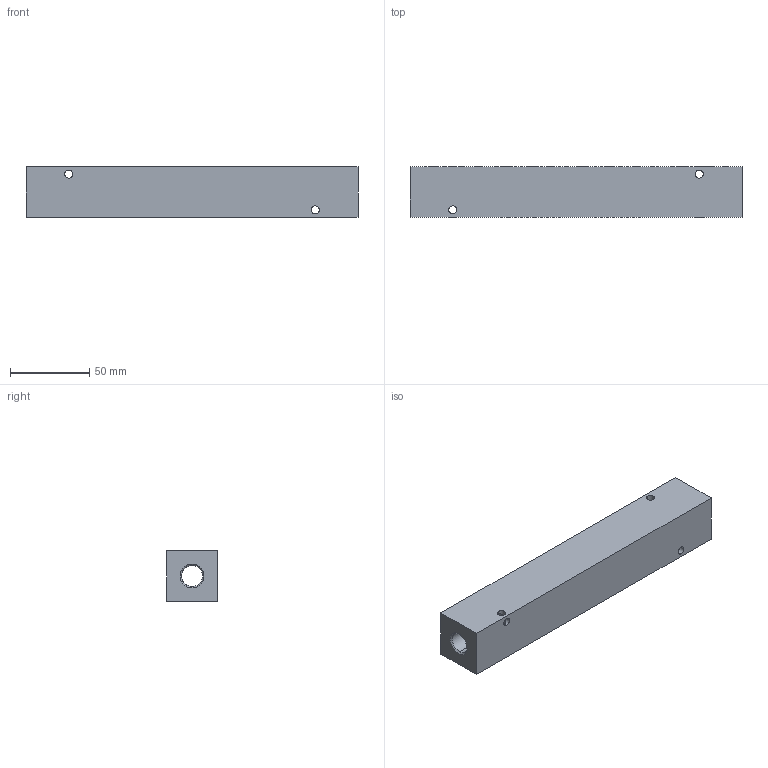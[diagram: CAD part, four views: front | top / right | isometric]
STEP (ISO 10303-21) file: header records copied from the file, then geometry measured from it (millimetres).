
FILE_DESCRIPTION (( 'STEP AP214' ), '1' );
FILE_NAME ('MRN-9DC.step', '2018-10-25T18:29:52', ( '' ), ( '' ), 'SwSTEP 2.0', 'SolidWorks 2018', '' );
FILE_SCHEMA (( 'AUTOMOTIVE_DESIGN' ));
Length unit declared in the file: inch
Products named in the file (1): MRN-9DC
Bounding box: 209.55 x 31.75 x 31.75 mm (x, y, z)
Volume: 170549.6 mm3; surface area: 39986.6 mm2
Topology: 1 solids, 1 shells, 64 faces, 164 edges, 98 vertices
Faces by surface type: cylinder 36, cone 22, plane 6
Entity records: 2776 total; most frequent: CARTESIAN_POINT 1167, ORIENTED_EDGE 328, DIRECTION 320, EDGE_CURVE 164, AXIS2_PLACEMENT_3D 125, VERTEX_POINT 98, EDGE_LOOP 92, VECTOR 70
